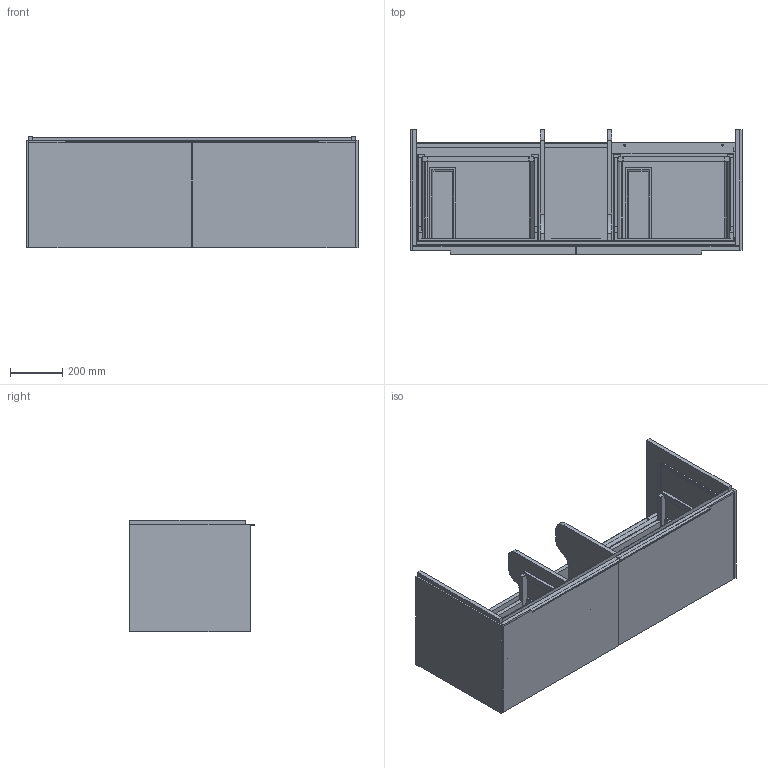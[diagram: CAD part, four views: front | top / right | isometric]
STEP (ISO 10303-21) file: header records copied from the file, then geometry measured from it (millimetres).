
FILE_DESCRIPTION(/* description */ (''),/* implementation_level */ '2;1');
FILE_NAME(/* name */ 'TK116_C6010Z_RFS.stp',/* time_stamp */ '2020-12-01T09:37:03+01:00',/* author */ ('StegeR'),/* organization */ (''),/* preprocessor_version */ 'ST-DEVELOPER v16.1',/* originating_system */ 'Autodesk Inventor 2016',/* authorisation */ '');
FILE_SCHEMA (('AUTOMOTIVE_DESIGN { 1 0 10303 214 3 1 1 }'));
Products named in the file (1): TK116_C6010Z_RFS
Bounding box: 1272 x 478 x 429 mm (x, y, z)
Volume: 40888940.9 mm3; surface area: 7163936.8 mm2
Topology: 57 solids, 59 shells, 2751 faces, 7541 edges, 5004 vertices
Faces by surface type: plane 1909, cylinder 826, cone 14, bspline 2
Full cylindrical faces by diameter (mm): 2.5 x4, 3 x2, 3.8 x1, 4 x6, 5 x9, 5.1 x4, 6 x16, 7.2 x4, 10 x4, 12 x4, 12.2 x4, 25 x2, 26 x2
Entity records: 87368 total; most frequent: CARTESIAN_POINT 15513, ORIENTED_EDGE 14914, DIRECTION 14630, EDGE_CURVE 7455, LINE 5736, VECTOR 5736, VERTEX_POINT 4990, AXIS2_PLACEMENT_3D 4447
